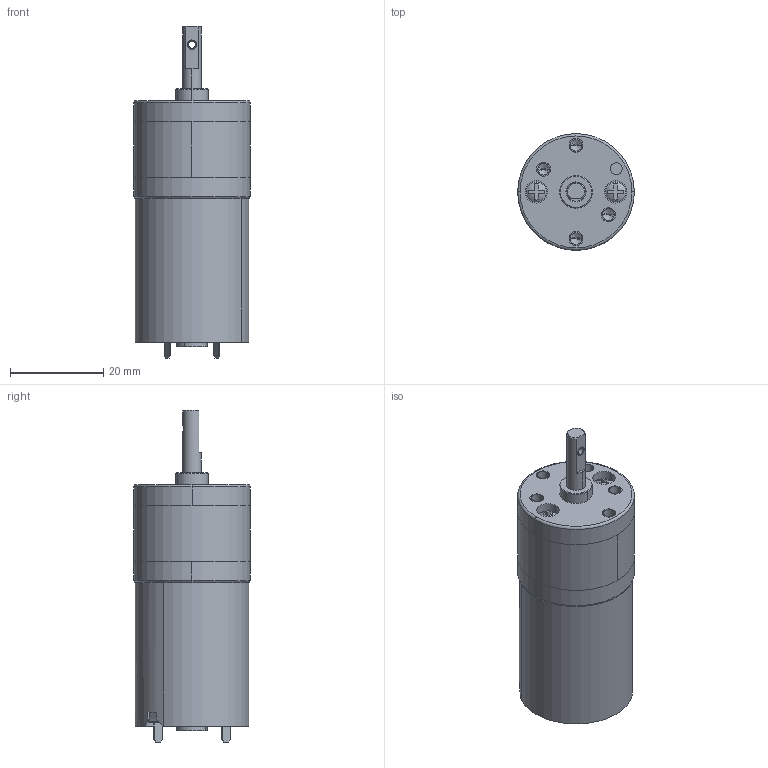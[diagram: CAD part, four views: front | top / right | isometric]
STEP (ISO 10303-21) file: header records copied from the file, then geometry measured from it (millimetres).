
FILE_DESCRIPTION((''),'2;1');
FILE_NAME('25RS-000_ASM','2024-07-10T',('86157'),(''),'PRO/ENGINEER BY PARAMETRIC TECHNOLOGY CORPORATION, 2010280','PRO/ENGINEER BY PARAMETRIC TECHNOLOGY CORPORATION, 2010280','');
FILE_SCHEMA(('CONFIG_CONTROL_DESIGN'));
Length unit declared in the file: millimetre
Products named in the file (12): DM025P410001_AF0; DM025P510002_AF0; DM025P320002_AF0; DM025P320002_AF1; DM025P310001_AF0; 25RS-001_AF0_ASM; DM025P420004-B5_AF0; DM025P410002; MADA_14_3_4_7_AF1; MOTOR_AF1_ASM; DM025P350002; 25RS-000_ASM
Assembly tree (12 placements, depth 3):
  25RS-000_ASM
    25RS-001_AF0_ASM
      DM025P410001_AF0
      DM025P510002_AF0
      DM025P320002_AF0
      DM025P320002_AF1
      DM025P310001_AF0
    DM025P420004-B5_AF0
    MOTOR_AF1_ASM
      DM025P410002
      MADA_14_3_4_7_AF1
    DM025P350002  x2
Bounding box: 25 x 25 x 71.2 mm (x, y, z)
Volume: 19398.8 mm3; surface area: 11588.3 mm2
Topology: 11 solids, 18 shells, 386 faces, 939 edges, 606 vertices
Faces by surface type: cylinder 203, plane 132, cone 31, torus 16, sphere 4
Entity records: 11089 total; most frequent: DIRECTION 2112, CARTESIAN_POINT 1904, ORIENTED_EDGE 1698, AXIS2_PLACEMENT_3D 867, EDGE_CURVE 863, VERTEX_POINT 564, CIRCLE 473, EDGE_LOOP 437
